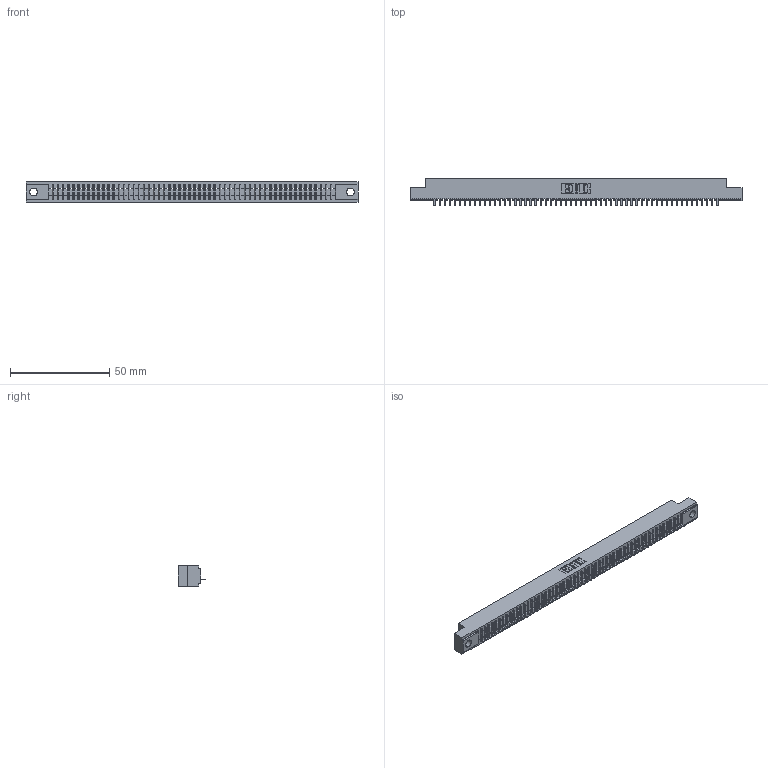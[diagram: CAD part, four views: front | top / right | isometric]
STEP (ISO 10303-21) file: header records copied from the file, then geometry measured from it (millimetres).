
FILE_DESCRIPTION (( 'STEP AP203' ), '1' );
FILE_NAME ('391-057-524-104.STEP', '2018-08-09T11:33:51', ( '' ), ( '' ), 'SwSTEP 2.0', 'SolidWorks 2016', '' );
FILE_SCHEMA (( 'CONFIG_CONTROL_DESIGN' ));
Length unit declared in the file: inch
Products named in the file (3): 341 Part_.156 (3.96) Dia Mounting Holes; 341-292-001_341-292-124; 391-057-524-104
Assembly tree (58 placements, depth 2):
  391-057-524-104
    341 Part_.156 (3.96) Dia Mounting Holes
    341-292-001_341-292-124  x57
Bounding box: 167 x 13.64 x 10.16 mm (x, y, z)
Volume: 11826.5 mm3; surface area: 18405.2 mm2
Topology: 58 solids, 58 shells, 4804 faces, 13861 edges, 8894 vertices
Faces by surface type: plane 2989, cylinder 1587, sphere 116, torus 112
Entity records: 65578 total; most frequent: CARTESIAN_POINT 11152, ORIENTED_EDGE 11138, DIRECTION 10745, EDGE_CURVE 5569, LINE 4523, VECTOR 4523, VERTEX_POINT 3518, AXIS2_PLACEMENT_3D 3111
